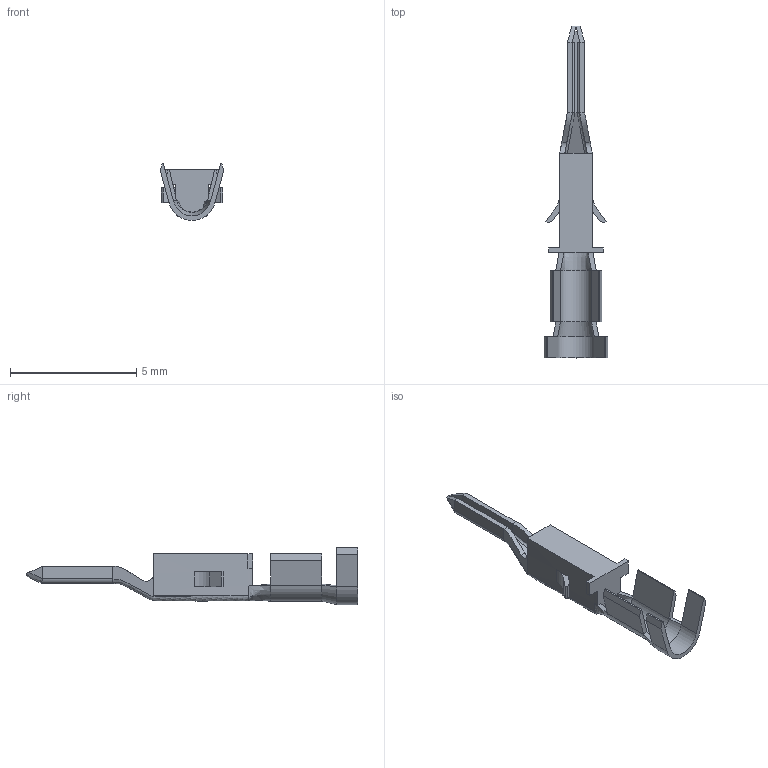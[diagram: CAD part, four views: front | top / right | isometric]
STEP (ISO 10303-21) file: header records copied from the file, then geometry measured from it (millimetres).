
FILE_DESCRIPTION( ('This file contains a STEP AP42 implementation' ,'as created by ZW3D STEP Interface translator.') ,'2;1' );
FILE_NAME( 'WF3001-MTPSN01.stp' ,'231016.154222', (''), ('ZWCAD Software Co.'), 'Version 1.0', 'ZW3D to STEP translator', '' );
FILE_SCHEMA(('AUTOMOTIVE_DESIGN { 1 0 10303 214 1 1 1 1 }'));
Length unit declared in the file: millimetre
Products named in the file (2): 0; WF3001-MTPSN01
Bounding box: 2.52 x 13.16 x 2.26 mm (x, y, z)
Volume: 14.2 mm3; surface area: 85.6 mm2
Topology: 1 solids, 1 shells, 107 faces, 274 edges, 172 vertices
Faces by surface type: plane 78, bspline 22, cylinder 7
Entity records: 7909 total; most frequent: CARTESIAN_POINT 5293, ORIENTED_EDGE 548, DIRECTION 449, EDGE_CURVE 274, VECTOR 205, LINE 205, VERTEX_POINT 172, AXIS2_PLACEMENT_3D 122
